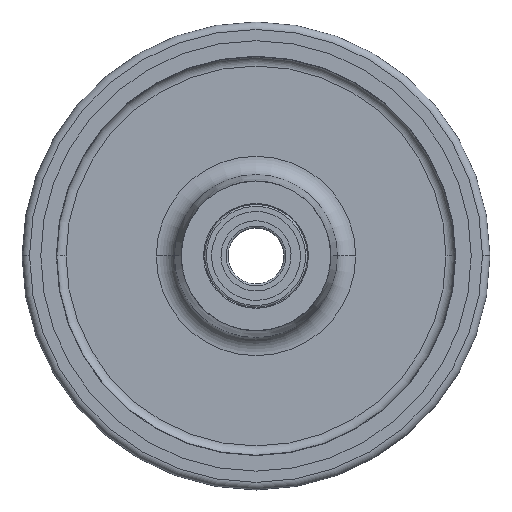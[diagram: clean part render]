
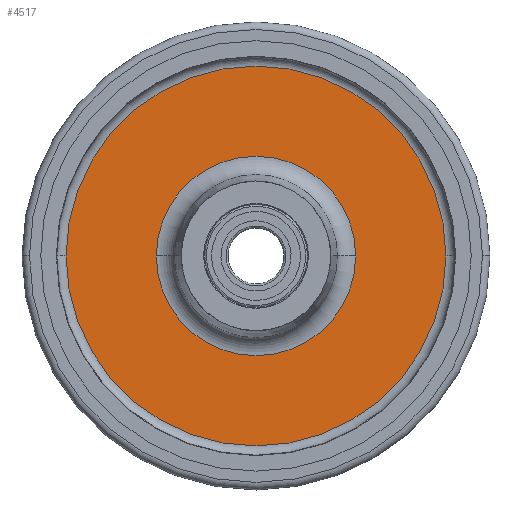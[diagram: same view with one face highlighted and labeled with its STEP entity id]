
A CAD part, top view. The second image highlights one B-rep face of the part: STEP entity #4517.
In plain terms, the highlighted planar face has unit normal (0, 0, 1).
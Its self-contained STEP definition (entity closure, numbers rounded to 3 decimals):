
#9 = DIRECTION ( 'NONE',  ( 0., 0., -1. ) ) ;
#238 = EDGE_CURVE ( 'NONE', #3541, #3225, #5048, .T. ) ;
#304 = CARTESIAN_POINT ( 'NONE',  ( 53.26, 0., 4. ) ) ;
#584 = AXIS2_PLACEMENT_3D ( 'NONE', #3506, #3068, #6652 ) ;
#783 = CIRCLE ( 'NONE', #4648, 53.26 ) ;
#928 = VERTEX_POINT ( 'NONE', #304 ) ;
#970 = CARTESIAN_POINT ( 'NONE',  ( -101.5, 0., 4. ) ) ;
#1369 = EDGE_LOOP ( 'NONE', ( #5490, #2985 ) ) ;
#1430 = EDGE_CURVE ( 'NONE', #3225, #3541, #4002, .T. ) ;
#1461 = CIRCLE ( 'NONE', #5985, 53.26 ) ;
#1475 = DIRECTION ( 'NONE',  ( 0., 0., -1. ) ) ;
#1544 = CARTESIAN_POINT ( 'NONE',  ( 0., 106.5, 4. ) ) ;
#1801 = DIRECTION ( 'NONE',  ( 1., 0., 0. ) ) ;
#2269 = AXIS2_PLACEMENT_3D ( 'NONE', #1544, #4604, #3191 ) ;
#2319 = CARTESIAN_POINT ( 'NONE',  ( 0., 0., 4. ) ) ;
#2468 = VERTEX_POINT ( 'NONE', #6005 ) ;
#2598 = CARTESIAN_POINT ( 'NONE',  ( 0., 0., 4. ) ) ;
#2985 = ORIENTED_EDGE ( 'NONE', *, *, #4977, .T. ) ;
#2989 = EDGE_LOOP ( 'NONE', ( #4894, #4381 ) ) ;
#3068 = DIRECTION ( 'NONE',  ( 0., 0., 1. ) ) ;
#3085 = FACE_OUTER_BOUND ( 'NONE', #2989, .T. ) ;
#3191 = DIRECTION ( 'NONE',  ( 1., 0., 0. ) ) ;
#3225 = VERTEX_POINT ( 'NONE', #970 ) ;
#3506 = CARTESIAN_POINT ( 'NONE',  ( 0., 0., 4. ) ) ;
#3541 = VERTEX_POINT ( 'NONE', #5782 ) ;
#3596 = DIRECTION ( 'NONE',  ( 1., 0., 0. ) ) ;
#3615 = CARTESIAN_POINT ( 'NONE',  ( 0., 0., 4. ) ) ;
#4002 = CIRCLE ( 'NONE', #584, 101.5 ) ;
#4381 = ORIENTED_EDGE ( 'NONE', *, *, #1430, .T. ) ;
#4517 = ADVANCED_FACE ( 'NONE', ( #6256, #3085 ), #6845, .T. ) ;
#4604 = DIRECTION ( 'NONE',  ( 0., 0., 1. ) ) ;
#4648 = AXIS2_PLACEMENT_3D ( 'NONE', #2598, #1475, #3596 ) ;
#4894 = ORIENTED_EDGE ( 'NONE', *, *, #238, .T. ) ;
#4977 = EDGE_CURVE ( 'NONE', #2468, #928, #1461, .T. ) ;
#5048 = CIRCLE ( 'NONE', #5283, 101.5 ) ;
#5283 = AXIS2_PLACEMENT_3D ( 'NONE', #2319, #6533, #1801 ) ;
#5490 = ORIENTED_EDGE ( 'NONE', *, *, #6493, .T. ) ;
#5782 = CARTESIAN_POINT ( 'NONE',  ( 101.5, 0., 4. ) ) ;
#5858 = DIRECTION ( 'NONE',  ( 1., 0., 0. ) ) ;
#5985 = AXIS2_PLACEMENT_3D ( 'NONE', #3615, #9, #5858 ) ;
#6005 = CARTESIAN_POINT ( 'NONE',  ( -53.26, 0., 4. ) ) ;
#6256 = FACE_BOUND ( 'NONE', #1369, .T. ) ;
#6493 = EDGE_CURVE ( 'NONE', #928, #2468, #783, .T. ) ;
#6533 = DIRECTION ( 'NONE',  ( 0., 0., 1. ) ) ;
#6652 = DIRECTION ( 'NONE',  ( 1., 0., 0. ) ) ;
#6845 = PLANE ( 'NONE',  #2269 ) ;
